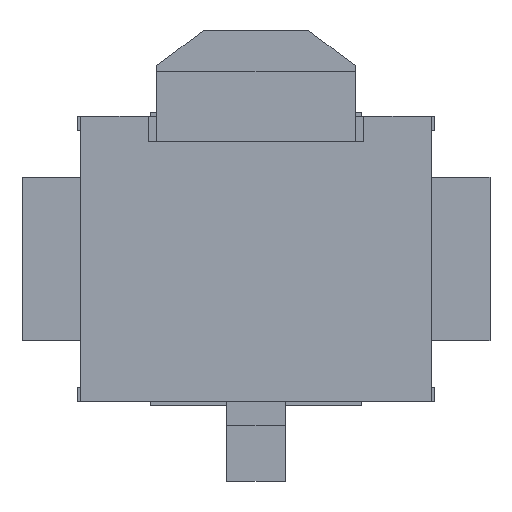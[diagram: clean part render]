
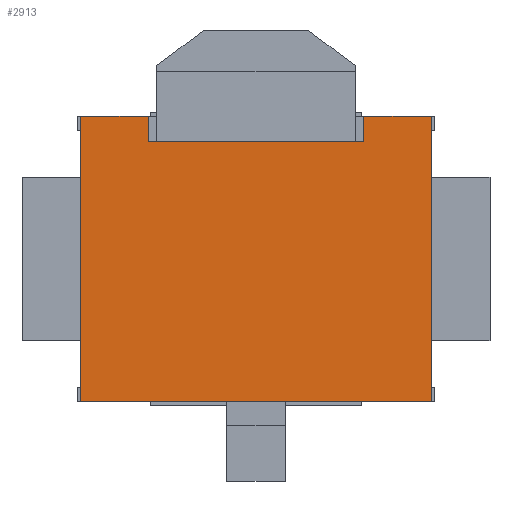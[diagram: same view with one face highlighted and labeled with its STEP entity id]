
A CAD part, top view. The second image highlights one B-rep face of the part: STEP entity #2913.
In plain terms, the highlighted planar face has unit normal (0, 0, 1).
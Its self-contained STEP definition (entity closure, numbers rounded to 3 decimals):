
#1171 = EDGE_CURVE('',#1172,#1174,#1176,.T.);
#1172 = VERTEX_POINT('',#1173);
#1173 = CARTESIAN_POINT('',(-0.92,0.986,1.22));
#1174 = VERTEX_POINT('',#1175);
#1175 = CARTESIAN_POINT('',(0.92,0.986,1.22));
#1176 = LINE('',#1177,#1178);
#1177 = CARTESIAN_POINT('',(-0.92,0.986,1.22)
  );
#1178 = VECTOR('',#1179,1.);
#1179 = DIRECTION('',(1.,0.,0.));
#1507 = VERTEX_POINT('',#1508);
#1508 = CARTESIAN_POINT('',(-1.5,-1.234,1.22));
#1514 = EDGE_CURVE('',#1515,#1507,#1517,.T.);
#1515 = VERTEX_POINT('',#1516);
#1516 = CARTESIAN_POINT('',(-1.5,1.206,1.22));
#1517 = LINE('',#1518,#1519);
#1518 = CARTESIAN_POINT('',(-1.5,1.206,1.22)
  );
#1519 = VECTOR('',#1520,1.);
#1520 = DIRECTION('',(0.,-1.,0.));
#1874 = EDGE_CURVE('',#1174,#1875,#1877,.T.);
#1875 = VERTEX_POINT('',#1876);
#1876 = CARTESIAN_POINT('',(0.92,1.206,1.22));
#1877 = LINE('',#1878,#1879);
#1878 = CARTESIAN_POINT('',(0.92,1.206,1.22));
#1879 = VECTOR('',#1880,1.);
#1880 = DIRECTION('',(0.,1.,0.));
#2144 = EDGE_CURVE('',#2145,#1515,#2147,.T.);
#2145 = VERTEX_POINT('',#2146);
#2146 = CARTESIAN_POINT('',(-0.92,1.206,1.22));
#2147 = LINE('',#2148,#2149);
#2148 = CARTESIAN_POINT('',(1.5,1.206,1.22));
#2149 = VECTOR('',#2150,1.);
#2150 = DIRECTION('',(-1.,0.,0.));
#2160 = EDGE_CURVE('',#2161,#1875,#2163,.T.);
#2161 = VERTEX_POINT('',#2162);
#2162 = CARTESIAN_POINT('',(1.5,1.206,1.22));
#2163 = LINE('',#2164,#2165);
#2164 = CARTESIAN_POINT('',(1.5,1.206,1.22));
#2165 = VECTOR('',#2166,1.);
#2166 = DIRECTION('',(-1.,0.,0.));
#2913 = ADVANCED_FACE('',(#2914),#2941,.T.);
#2914 = FACE_BOUND('',#2915,.T.);
#2915 = EDGE_LOOP('',(#2916,#2922,#2923,#2924,#2932,#2938,#2939,#2940));
#2916 = ORIENTED_EDGE('',*,*,#2917,.F.);
#2917 = EDGE_CURVE('',#2145,#1172,#2918,.T.);
#2918 = LINE('',#2919,#2920);
#2919 = CARTESIAN_POINT('',(-0.92,1.206,1.22)
  );
#2920 = VECTOR('',#2921,1.);
#2921 = DIRECTION('',(0.,-1.,0.));
#2922 = ORIENTED_EDGE('',*,*,#2144,.T.);
#2923 = ORIENTED_EDGE('',*,*,#1514,.T.);
#2924 = ORIENTED_EDGE('',*,*,#2925,.T.);
#2925 = EDGE_CURVE('',#1507,#2926,#2928,.T.);
#2926 = VERTEX_POINT('',#2927);
#2927 = CARTESIAN_POINT('',(1.5,-1.234,1.22));
#2928 = LINE('',#2929,#2930);
#2929 = CARTESIAN_POINT('',(-1.5,-1.234,1.22)
  );
#2930 = VECTOR('',#2931,1.);
#2931 = DIRECTION('',(1.,0.,0.));
#2932 = ORIENTED_EDGE('',*,*,#2933,.T.);
#2933 = EDGE_CURVE('',#2926,#2161,#2934,.T.);
#2934 = LINE('',#2935,#2936);
#2935 = CARTESIAN_POINT('',(1.5,-1.234,1.22)
  );
#2936 = VECTOR('',#2937,1.);
#2937 = DIRECTION('',(0.,1.,0.));
#2938 = ORIENTED_EDGE('',*,*,#2160,.T.);
#2939 = ORIENTED_EDGE('',*,*,#1874,.F.);
#2940 = ORIENTED_EDGE('',*,*,#1171,.F.);
#2941 = PLANE('',#2942);
#2942 = AXIS2_PLACEMENT_3D('',#2943,#2944,#2945);
#2943 = CARTESIAN_POINT('',(-1.5,-1.234,1.22));
#2944 = DIRECTION('',(0.,0.,1.));
#2945 = DIRECTION('',(1.,0.,0.));
